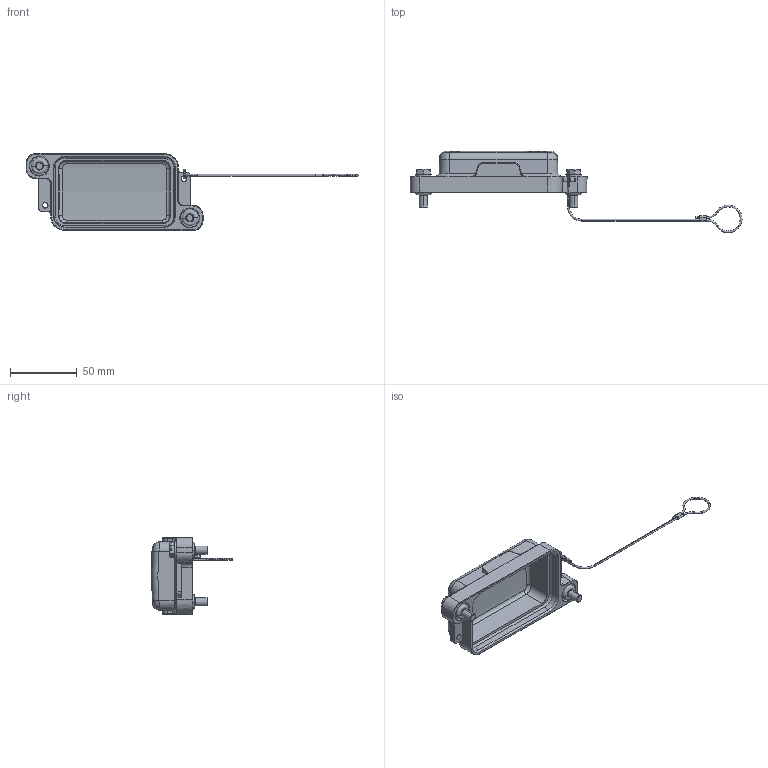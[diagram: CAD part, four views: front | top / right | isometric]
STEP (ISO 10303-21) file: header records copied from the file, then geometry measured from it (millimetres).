
FILE_DESCRIPTION(/* description */ (''),/* implementation_level */ '2;1');
FILE_NAME(/* name */ '3D_1136060208101_HP6B_H-MCV-2S_V1.1.STP',/* time_stamp */ '2023-12-20T09:37:52+08:00',/* author */ (''),/* organization */ (''),/* preprocessor_version */ 'ST-DEVELOPER v18.1',/* originating_system */ 'SIEMENS PLM Software NX 1980',/* authorisation */ '');
FILE_SCHEMA (('AP203_CONFIGURATION_CONTROLLED_3D_DESIGN_OF_MECHANICAL_PARTS_AND_ASSEMBLIES_MIM_LF { 1 0 10303 403 2 1 2}'));
Length unit declared in the file: millimetre
Products named in the file (1): temp1
Bounding box: 249.37 x 61.24 x 57.99 mm (x, y, z)
Volume: 45262.9 mm3; surface area: 31733.1 mm2
Topology: 1 solids, 1 shells, 394 faces, 983 edges, 614 vertices
Faces by surface type: cylinder 118, plane 112, cone 62, torus 60, bspline 42
Entity records: 14547 total; most frequent: CARTESIAN_POINT 5986, ORIENTED_EDGE 1966, DIRECTION 1452, EDGE_CURVE 983, VERTEX_POINT 614, AXIS2_PLACEMENT_3D 563, EDGE_LOOP 427, B_SPLINE_CURVE_WITH_KNOTS 407
